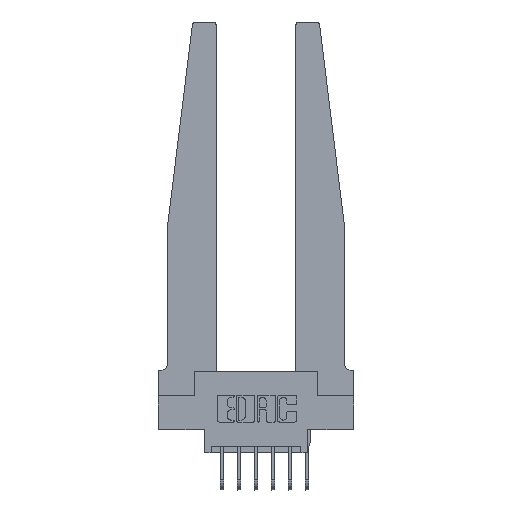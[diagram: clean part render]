
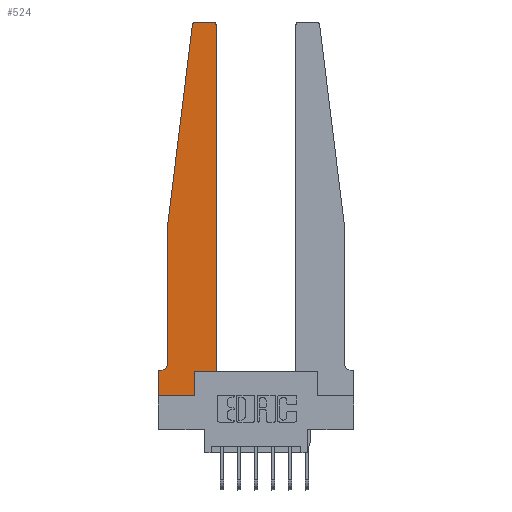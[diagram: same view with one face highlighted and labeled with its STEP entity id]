
A CAD part, top view. The second image highlights one B-rep face of the part: STEP entity #524.
In plain terms, the highlighted planar face has unit normal (0, 0, 1).
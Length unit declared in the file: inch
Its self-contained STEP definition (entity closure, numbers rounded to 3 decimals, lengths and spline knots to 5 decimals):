
#431 = FACE_OUTER_BOUND ( 'NONE', #5020, .T. ) ;
#524 = ADVANCED_FACE ( 'NONE', ( #431 ), #8777, .T. ) ;
#556 = EDGE_CURVE ( 'NONE', #12851, #5924, #7601, .T. ) ;
#692 = DIRECTION ( 'NONE',  ( 0., 0., 1. ) ) ;
#797 = VERTEX_POINT ( 'NONE', #2456 ) ;
#1121 = VECTOR ( 'NONE', #8590, 39.37008 ) ;
#1216 = VERTEX_POINT ( 'NONE', #5791 ) ;
#1271 = CARTESIAN_POINT ( 'NONE',  ( 0.27653, 2.72, 0.37 ) ) ;
#1347 = CARTESIAN_POINT ( 'NONE',  ( 0.425, 0.18, 0.37 ) ) ;
#1418 = DIRECTION ( 'NONE',  ( 1., 0., 0. ) ) ;
#1482 = ORIENTED_EDGE ( 'NONE', *, *, #14021, .T. ) ;
#1704 = ORIENTED_EDGE ( 'NONE', *, *, #2767, .T. ) ;
#1956 = ORIENTED_EDGE ( 'NONE', *, *, #7227, .T. ) ;
#2006 = ORIENTED_EDGE ( 'NONE', *, *, #556, .T. ) ;
#2456 = CARTESIAN_POINT ( 'NONE',  ( 0.065, 0.2375, 0.37 ) ) ;
#2767 = EDGE_CURVE ( 'NONE', #5609, #1216, #11741, .T. ) ;
#2846 = DIRECTION ( 'NONE',  ( 1., 0., 0. ) ) ;
#3015 = ORIENTED_EDGE ( 'NONE', *, *, #11154, .T. ) ;
#3041 = CIRCLE ( 'NONE', #11778, 0.05 ) ;
#3074 = VERTEX_POINT ( 'NONE', #4765 ) ;
#3109 = CARTESIAN_POINT ( 'NONE',  ( 0.395, 2.72, 0.37 ) ) ;
#3148 = ORIENTED_EDGE ( 'NONE', *, *, #6493, .T. ) ;
#3164 = CIRCLE ( 'NONE', #7887, 0.03 ) ;
#3235 = LINE ( 'NONE', #6895, #8012 ) ;
#3459 = CARTESIAN_POINT ( 'NONE',  ( 0.065, 0.1875, 0.37 ) ) ;
#3993 = VERTEX_POINT ( 'NONE', #11029 ) ;
#4141 = LINE ( 'NONE', #13429, #11887 ) ;
#4279 = DIRECTION ( 'NONE',  ( 1., 0., 0. ) ) ;
#4328 = CARTESIAN_POINT ( 'NONE',  ( 0.015, 0.2375, 0.37 ) ) ;
#4419 = CARTESIAN_POINT ( 'NONE',  ( 0.25, 2.75, 0.37 ) ) ;
#4623 = VECTOR ( 'NONE', #15206, 39.37008 ) ;
#4720 = CARTESIAN_POINT ( 'NONE',  ( 0.2605, 0.18, 0.37 ) ) ;
#4765 = CARTESIAN_POINT ( 'NONE',  ( 0.24675, 2.72367, 0.37 ) ) ;
#4935 = AXIS2_PLACEMENT_3D ( 'NONE', #6199, #13539, #2846 ) ;
#5020 = EDGE_LOOP ( 'NONE', ( #7738, #3148, #14266, #15110, #1482, #1704, #13133, #12990, #2006, #3015, #13754, #1956 ) ) ;
#5221 = VERTEX_POINT ( 'NONE', #6055 ) ;
#5455 = DIRECTION ( 'NONE',  ( 1., 0., 0. ) ) ;
#5609 = VERTEX_POINT ( 'NONE', #13575 ) ;
#5721 = DIRECTION ( 'NONE',  ( -1., 0., 0. ) ) ;
#5791 = CARTESIAN_POINT ( 'NONE',  ( 0., 0.1875, 0.37 ) ) ;
#5924 = VERTEX_POINT ( 'NONE', #4720 ) ;
#6055 = CARTESIAN_POINT ( 'NONE',  ( 0.425, 2.72, 0.37 ) ) ;
#6199 = CARTESIAN_POINT ( 'NONE',  ( 0., 0.1875, 0.37 ) ) ;
#6358 = DIRECTION ( 'NONE',  ( 0., 1., 0. ) ) ;
#6493 = EDGE_CURVE ( 'NONE', #10273, #3074, #13129, .T. ) ;
#6522 = DIRECTION ( 'NONE',  ( -0.122, -0.992, 0. ) ) ;
#6589 = EDGE_CURVE ( 'NONE', #12489, #12851, #4141, .T. ) ;
#6895 = CARTESIAN_POINT ( 'NONE',  ( 0., 0., 0.37 ) ) ;
#7189 = VECTOR ( 'NONE', #12374, 39.37008 ) ;
#7190 = LINE ( 'NONE', #9840, #1121 ) ;
#7227 = EDGE_CURVE ( 'NONE', #5221, #3993, #3164, .T. ) ;
#7601 = LINE ( 'NONE', #14495, #7189 ) ;
#7738 = ORIENTED_EDGE ( 'NONE', *, *, #8685, .T. ) ;
#7887 = AXIS2_PLACEMENT_3D ( 'NONE', #3109, #692, #4279 ) ;
#8012 = VECTOR ( 'NONE', #9084, 39.37008 ) ;
#8590 = DIRECTION ( 'NONE',  ( 0., -1., 0. ) ) ;
#8685 = EDGE_CURVE ( 'NONE', #3993, #10273, #10434, .T. ) ;
#8710 = CARTESIAN_POINT ( 'NONE',  ( 0.425, 0.18, 0.37 ) ) ;
#8777 = PLANE ( 'NONE',  #4935 ) ;
#8800 = CARTESIAN_POINT ( 'NONE',  ( 0.065, 1.25, 0.37 ) ) ;
#9022 = LINE ( 'NONE', #8710, #14543 ) ;
#9084 = DIRECTION ( 'NONE',  ( 0., -1., 0. ) ) ;
#9542 = DIRECTION ( 'NONE',  ( -1., 0., 0. ) ) ;
#9840 = CARTESIAN_POINT ( 'NONE',  ( 0.065, 1.25, 0.37 ) ) ;
#9843 = DIRECTION ( 'NONE',  ( 0., 0., 1. ) ) ;
#10249 = VECTOR ( 'NONE', #6522, 39.37008 ) ;
#10273 = VERTEX_POINT ( 'NONE', #11938 ) ;
#10379 = AXIS2_PLACEMENT_3D ( 'NONE', #1271, #9843, #13286 ) ;
#10434 = LINE ( 'NONE', #4419, #4623 ) ;
#11029 = CARTESIAN_POINT ( 'NONE',  ( 0.395, 2.75, 0.37 ) ) ;
#11131 = CARTESIAN_POINT ( 'NONE',  ( 0.065, 1.25, 0.37 ) ) ;
#11154 = EDGE_CURVE ( 'NONE', #5924, #14372, #13278, .T. ) ;
#11364 = LINE ( 'NONE', #11131, #10249 ) ;
#11390 = CARTESIAN_POINT ( 'NONE',  ( 0., 0., 0.37 ) ) ;
#11741 = LINE ( 'NONE', #3459, #12680 ) ;
#11778 = AXIS2_PLACEMENT_3D ( 'NONE', #4328, #14006, #5721 ) ;
#11887 = VECTOR ( 'NONE', #5455, 39.37008 ) ;
#11936 = CARTESIAN_POINT ( 'NONE',  ( 0.425, 0.18, 0.37 ) ) ;
#11938 = CARTESIAN_POINT ( 'NONE',  ( 0.27653, 2.75, 0.37 ) ) ;
#12261 = EDGE_CURVE ( 'NONE', #12764, #797, #7190, .T. ) ;
#12374 = DIRECTION ( 'NONE',  ( 0., 1., 0. ) ) ;
#12489 = VERTEX_POINT ( 'NONE', #11390 ) ;
#12680 = VECTOR ( 'NONE', #9542, 39.37008 ) ;
#12764 = VERTEX_POINT ( 'NONE', #8800 ) ;
#12851 = VERTEX_POINT ( 'NONE', #12863 ) ;
#12863 = CARTESIAN_POINT ( 'NONE',  ( 0.2605, 0., 0.37 ) ) ;
#12990 = ORIENTED_EDGE ( 'NONE', *, *, #6589, .T. ) ;
#13129 = CIRCLE ( 'NONE', #10379, 0.03 ) ;
#13133 = ORIENTED_EDGE ( 'NONE', *, *, #15216, .T. ) ;
#13278 = LINE ( 'NONE', #1347, #13987 ) ;
#13286 = DIRECTION ( 'NONE',  ( 1., 0., 0. ) ) ;
#13429 = CARTESIAN_POINT ( 'NONE',  ( 0., 0., 0.37 ) ) ;
#13483 = EDGE_CURVE ( 'NONE', #14372, #5221, #9022, .T. ) ;
#13539 = DIRECTION ( 'NONE',  ( 0., 0., 1. ) ) ;
#13575 = CARTESIAN_POINT ( 'NONE',  ( 0.015, 0.1875, 0.37 ) ) ;
#13754 = ORIENTED_EDGE ( 'NONE', *, *, #13483, .T. ) ;
#13987 = VECTOR ( 'NONE', #1418, 39.37008 ) ;
#14006 = DIRECTION ( 'NONE',  ( 0., 0., -1. ) ) ;
#14021 = EDGE_CURVE ( 'NONE', #797, #5609, #3041, .T. ) ;
#14266 = ORIENTED_EDGE ( 'NONE', *, *, #14604, .T. ) ;
#14372 = VERTEX_POINT ( 'NONE', #11936 ) ;
#14495 = CARTESIAN_POINT ( 'NONE',  ( 0.2605, 0.18, 0.37 ) ) ;
#14543 = VECTOR ( 'NONE', #6358, 39.37008 ) ;
#14604 = EDGE_CURVE ( 'NONE', #3074, #12764, #11364, .T. ) ;
#15110 = ORIENTED_EDGE ( 'NONE', *, *, #12261, .T. ) ;
#15206 = DIRECTION ( 'NONE',  ( -1., 0., 0. ) ) ;
#15216 = EDGE_CURVE ( 'NONE', #1216, #12489, #3235, .T. ) ;
